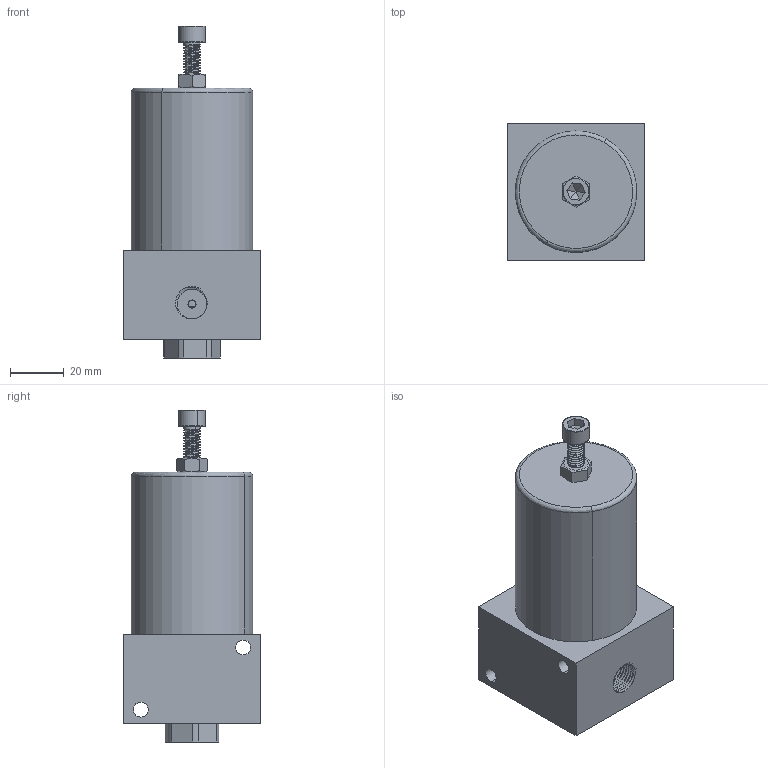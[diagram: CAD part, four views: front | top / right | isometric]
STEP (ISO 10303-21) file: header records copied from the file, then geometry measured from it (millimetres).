
FILE_DESCRIPTION (( 'STEP AP214' ), '1' );
FILE_NAME ('CPRV-021.STEP', '2019-04-13T03:28:39', ( '' ), ( '' ), 'SwSTEP 2.0', 'SolidWorks 2016', '' );
FILE_SCHEMA (( 'AUTOMOTIVE_DESIGN' ));
Length unit declared in the file: millimetre
Products named in the file (6): CPRV-021-01; M6蹟譫; CPRV-021-10; CPRV-021-08; M6x30; CPRV-021
Assembly tree (5 placements, depth 2):
  CPRV-021
    M6x30
    CPRV-021-08
    CPRV-021-10
    M6蹟譫
    CPRV-021-01
Bounding box: 51 x 51 x 123 mm (x, y, z)
Volume: 147931.3 mm3; surface area: 41066.9 mm2
Topology: 5 solids, 5 shells, 350 faces, 942 edges, 617 vertices
Faces by surface type: cylinder 251, plane 64, bspline 24, cone 11
Entity records: 23299 total; most frequent: CARTESIAN_POINT 15641, ORIENTED_EDGE 1884, DIRECTION 1235, EDGE_CURVE 942, VERTEX_POINT 617, AXIS2_PLACEMENT_3D 446, EDGE_LOOP 379, FACE_OUTER_BOUND 350
